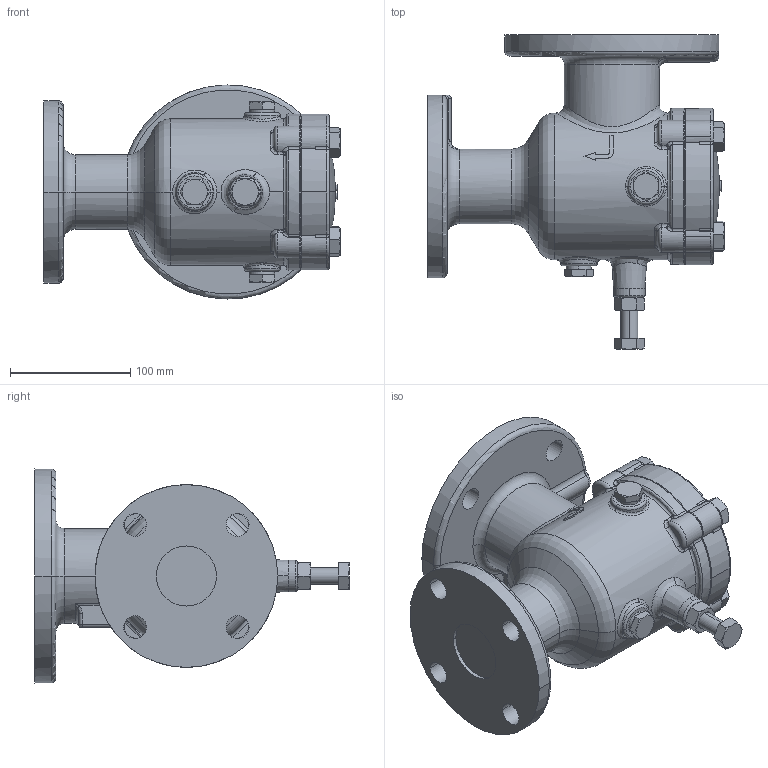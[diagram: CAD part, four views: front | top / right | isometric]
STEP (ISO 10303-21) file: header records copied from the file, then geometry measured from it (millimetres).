
FILE_DESCRIPTION (( 'STEP AP214' ), '1' );
FILE_NAME ('SD-2.5in_2in-125Lb.STEP', '2017-09-14T19:54:48', ( '' ), ( '' ), 'SwSTEP 2.0', 'SolidWorks 2013', '' );
FILE_SCHEMA (( 'AUTOMOTIVE_DESIGN' ));
Length unit declared in the file: inch
Products named in the file (4): X2SD-2.5in_2in-125Lb; X1SD-2.5in_2in-125Lb; SD-2.5in_2in-125Lb
Assembly tree (3 placements, depth 2):
  SD-2.5in_2in-125Lb
    SD-2.5in_2in-125Lb
    X1SD-2.5in_2in-125Lb
    X2SD-2.5in_2in-125Lb
Bounding box: 246.44 x 261.34 x 178 mm (x, y, z)
Volume: 3070914.8 mm3; surface area: 243307.5 mm2
Topology: 3 solids, 9 shells, 733 faces, 1855 edges, 1135 vertices
Faces by surface type: plane 277, cylinder 176, cone 112, bspline 101, torus 56, sphere 11
Entity records: 41412 total; most frequent: CARTESIAN_POINT 24829, ORIENTED_EDGE 3654, DIRECTION 3284, EDGE_CURVE 1827, AXIS2_PLACEMENT_3D 1385, VERTEX_POINT 1135, EDGE_LOOP 772, CIRCLE 747
